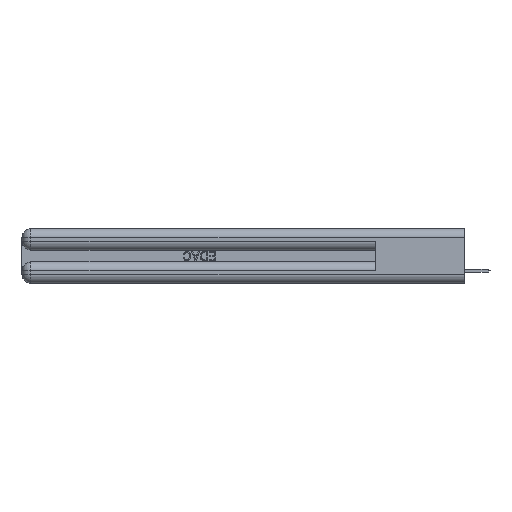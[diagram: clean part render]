
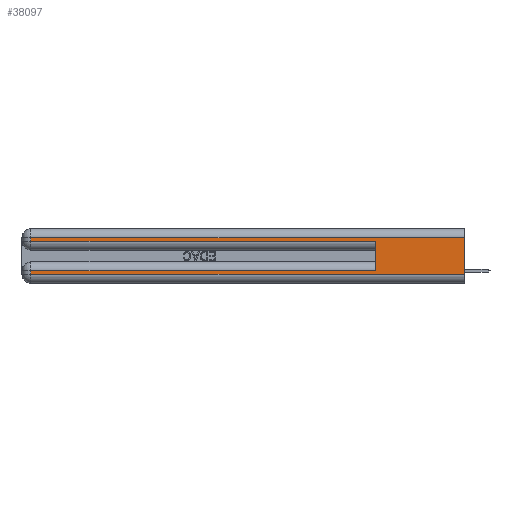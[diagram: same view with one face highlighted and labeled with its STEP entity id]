
A CAD part, left-side view. The second image highlights one B-rep face of the part: STEP entity #38097.
In plain terms, the highlighted planar face has unit normal (-1, 0, 0).
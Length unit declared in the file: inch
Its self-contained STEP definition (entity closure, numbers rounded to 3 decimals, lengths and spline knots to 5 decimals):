
#1 = VECTOR ( 'NONE', #14864, 39.37008 ) ;
#1629 = DIRECTION ( 'NONE',  ( 1., 0., 0. ) ) ;
#2108 = AXIS2_PLACEMENT_3D ( 'NONE', #23622, #1629, #9333 ) ;
#2203 = VECTOR ( 'NONE', #15362, 39.37008 ) ;
#2488 = CARTESIAN_POINT ( 'NONE',  ( 0., 0.6, 0.145 ) ) ;
#2738 = LINE ( 'NONE', #2488, #8541 ) ;
#2829 = CARTESIAN_POINT ( 'NONE',  ( 0., 0., 0.37 ) ) ;
#3098 = CARTESIAN_POINT ( 'NONE',  ( 0., 2.94, 0.285 ) ) ;
#3145 = DIRECTION ( 'NONE',  ( 0., -1., 0. ) ) ;
#3491 = EDGE_CURVE ( 'NONE', #20061, #45166, #25174, .T. ) ;
#3504 = CARTESIAN_POINT ( 'NONE',  ( 0., 0., 0.06 ) ) ;
#3677 = VECTOR ( 'NONE', #43080, 39.37008 ) ;
#5620 = CARTESIAN_POINT ( 'NONE',  ( 0., 0.6, 0.085 ) ) ;
#5825 = EDGE_CURVE ( 'NONE', #39457, #37667, #23769, .T. ) ;
#6022 = DIRECTION ( 'NONE',  ( 0., 0., -1. ) ) ;
#6242 = VECTOR ( 'NONE', #43509, 39.37008 ) ;
#7089 = EDGE_CURVE ( 'NONE', #37667, #44110, #13676, .T. ) ;
#7367 = FACE_OUTER_BOUND ( 'NONE', #10417, .T. ) ;
#7723 = VERTEX_POINT ( 'NONE', #3504 ) ;
#8541 = VECTOR ( 'NONE', #31472, 39.37008 ) ;
#9333 = DIRECTION ( 'NONE',  ( 0., 0., -1. ) ) ;
#10417 = EDGE_LOOP ( 'NONE', ( #36145, #18935, #42441, #35520, #37247, #18930, #17413, #13327 ) ) ;
#10542 = CARTESIAN_POINT ( 'NONE',  ( 0., 0., 0.06 ) ) ;
#12933 = CARTESIAN_POINT ( 'NONE',  ( 0., 2.94, 0.37 ) ) ;
#13327 = ORIENTED_EDGE ( 'NONE', *, *, #41005, .T. ) ;
#13676 = LINE ( 'NONE', #37331, #22303 ) ;
#14864 = DIRECTION ( 'NONE',  ( 0., 1., 0. ) ) ;
#15362 = DIRECTION ( 'NONE',  ( 0., 1., 0. ) ) ;
#15949 = CARTESIAN_POINT ( 'NONE',  ( 0., 2.94, 0.06 ) ) ;
#16346 = CARTESIAN_POINT ( 'NONE',  ( 0., 0.6, 0.285 ) ) ;
#16403 = CARTESIAN_POINT ( 'NONE',  ( 0., 2.94, 0.37 ) ) ;
#17413 = ORIENTED_EDGE ( 'NONE', *, *, #3491, .T. ) ;
#18088 = CARTESIAN_POINT ( 'NONE',  ( 0., 0., 0.31 ) ) ;
#18930 = ORIENTED_EDGE ( 'NONE', *, *, #20109, .T. ) ;
#18935 = ORIENTED_EDGE ( 'NONE', *, *, #38928, .T. ) ;
#20061 = VERTEX_POINT ( 'NONE', #21286 ) ;
#20109 = EDGE_CURVE ( 'NONE', #38171, #20061, #36067, .T. ) ;
#20731 = EDGE_CURVE ( 'NONE', #20823, #7723, #33697, .T. ) ;
#20823 = VERTEX_POINT ( 'NONE', #18088 ) ;
#21286 = CARTESIAN_POINT ( 'NONE',  ( 0., 2.94, 0.085 ) ) ;
#22303 = VECTOR ( 'NONE', #41308, 39.37008 ) ;
#23622 = CARTESIAN_POINT ( 'NONE',  ( 0., 0., 0.37 ) ) ;
#23769 = LINE ( 'NONE', #16403, #3677 ) ;
#24622 = LINE ( 'NONE', #26406, #2203 ) ;
#25174 = LINE ( 'NONE', #12933, #41139 ) ;
#26406 = CARTESIAN_POINT ( 'NONE',  ( 0., 0., 0.31 ) ) ;
#27251 = PLANE ( 'NONE',  #2108 ) ;
#28726 = CARTESIAN_POINT ( 'NONE',  ( 0., 2.94, 0.31 ) ) ;
#31472 = DIRECTION ( 'NONE',  ( 0., 0., 1. ) ) ;
#33697 = LINE ( 'NONE', #2829, #6242 ) ;
#35520 = ORIENTED_EDGE ( 'NONE', *, *, #7089, .T. ) ;
#36067 = LINE ( 'NONE', #37048, #1 ) ;
#36145 = ORIENTED_EDGE ( 'NONE', *, *, #20731, .F. ) ;
#37048 = CARTESIAN_POINT ( 'NONE',  ( 0., 0., 0.085 ) ) ;
#37247 = ORIENTED_EDGE ( 'NONE', *, *, #39221, .F. ) ;
#37331 = CARTESIAN_POINT ( 'NONE',  ( 0., 0., 0.285 ) ) ;
#37667 = VERTEX_POINT ( 'NONE', #3098 ) ;
#38097 = ADVANCED_FACE ( 'NONE', ( #7367 ), #27251, .F. ) ;
#38171 = VERTEX_POINT ( 'NONE', #5620 ) ;
#38717 = LINE ( 'NONE', #10542, #39307 ) ;
#38928 = EDGE_CURVE ( 'NONE', #20823, #39457, #24622, .T. ) ;
#39221 = EDGE_CURVE ( 'NONE', #38171, #44110, #2738, .T. ) ;
#39307 = VECTOR ( 'NONE', #3145, 39.37008 ) ;
#39457 = VERTEX_POINT ( 'NONE', #28726 ) ;
#41005 = EDGE_CURVE ( 'NONE', #45166, #7723, #38717, .T. ) ;
#41139 = VECTOR ( 'NONE', #6022, 39.37008 ) ;
#41308 = DIRECTION ( 'NONE',  ( 0., -1., 0. ) ) ;
#42441 = ORIENTED_EDGE ( 'NONE', *, *, #5825, .T. ) ;
#43080 = DIRECTION ( 'NONE',  ( 0., 0., -1. ) ) ;
#43509 = DIRECTION ( 'NONE',  ( 0., 0., -1. ) ) ;
#44110 = VERTEX_POINT ( 'NONE', #16346 ) ;
#45166 = VERTEX_POINT ( 'NONE', #15949 ) ;
